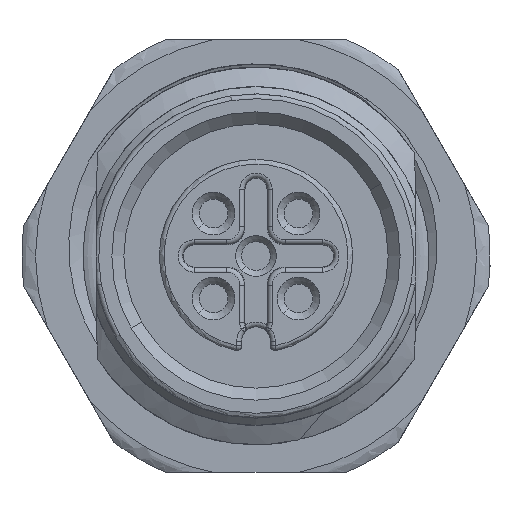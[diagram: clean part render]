
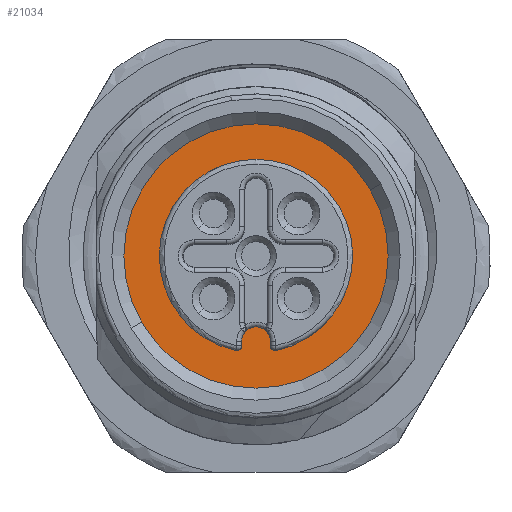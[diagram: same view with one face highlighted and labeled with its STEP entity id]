
A CAD part, front view. The second image highlights one B-rep face of the part: STEP entity #21034.
In plain terms, the highlighted planar face has unit normal (0, -1, 0).
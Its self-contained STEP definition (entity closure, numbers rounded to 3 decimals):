
#6817=CARTESIAN_POINT('',(0.,-33.25,0.));
#6818=DIRECTION('',(0.,-1.,0.));
#6819=DIRECTION('',(-0.866,0.,-0.5));
#6820=AXIS2_PLACEMENT_3D('',#6817,#6818,#6819);
#6840=CARTESIAN_POINT('',(-0.8,-33.25,-3.74));
#6841=DIRECTION('',(0.,-1.,0.));
#6842=DIRECTION('',(-0.209,0.,-0.978));
#6843=AXIS2_PLACEMENT_3D('',#6840,#6841,#6842);
#6848=CARTESIAN_POINT('',(0.8,-33.25,-3.74));
#6849=DIRECTION('',(0.,-1.,0.));
#6850=DIRECTION('',(-1.,0.,0.));
#6851=AXIS2_PLACEMENT_3D('',#6848,#6849,#6850);
#8652=CARTESIAN_POINT('',(0.,-33.25,-3.55));
#8653=DIRECTION('',(0.,-1.,0.));
#8654=DIRECTION('',(1.,0.,0.));
#8655=AXIS2_PLACEMENT_3D('',#8652,#8653,#8654);
#8694=DIRECTION('',(0.,0.,-1.));
#8695=VECTOR('',#8694,0.19);
#8696=CARTESIAN_POINT('',(-0.6,-33.25,-3.55));
#8697=LINE('',#8696,#8695);
#8715=CARTESIAN_POINT('',(0.,-33.25,0.));
#8716=DIRECTION('',(0.,1.,0.));
#8717=DIRECTION('',(-0.209,0.,-0.978));
#8718=AXIS2_PLACEMENT_3D('',#8715,#8716,#8717);
#8745=DIRECTION('',(0.,0.,1.));
#8746=VECTOR('',#8745,0.19);
#8747=CARTESIAN_POINT('',(0.6,-33.25,-3.74));
#8748=LINE('',#8747,#8746);
#8886=CARTESIAN_POINT('',(0.,-33.25,0.));
#8887=DIRECTION('',(0.,-1.,0.));
#8888=DIRECTION('',(0.866,0.,0.5));
#8889=AXIS2_PLACEMENT_3D('',#8886,#8887,#8888);
#13208=CARTESIAN_POINT('',(-4.763,-33.25,-2.75));
#13209=CARTESIAN_POINT('',(4.763,-33.25,2.75));
#13210=VERTEX_POINT('',#13208);
#13211=VERTEX_POINT('',#13209);
#13272=CARTESIAN_POINT('',(-0.842,-33.25,-3.936));
#13273=VERTEX_POINT('',#13272);
#13274=CARTESIAN_POINT('',(0.842,-33.25,-3.936));
#13275=VERTEX_POINT('',#13274);
#13303=CARTESIAN_POINT('',(-0.6,-33.25,-3.55));
#13304=CARTESIAN_POINT('',(-0.6,-33.25,-3.74));
#13305=VERTEX_POINT('',#13303);
#13306=VERTEX_POINT('',#13304);
#13307=CARTESIAN_POINT('',(0.6,-33.25,-3.74));
#13308=CARTESIAN_POINT('',(0.6,-33.25,-3.55));
#13309=VERTEX_POINT('',#13307);
#13310=VERTEX_POINT('',#13308);
#21010=CARTESIAN_POINT('',(0.,-33.25,0.));
#21011=DIRECTION('',(0.,1.,0.));
#21012=DIRECTION('',(1.,0.,0.));
#21013=AXIS2_PLACEMENT_3D('',#21010,#21011,#21012);
#21014=PLANE('',#21013);
#21015=ORIENTED_EDGE('',*,*,#20963,.F.);
#21017=ORIENTED_EDGE('',*,*,#21016,.F.);
#21018=EDGE_LOOP('',(#21015,#21017));
#21019=FACE_OUTER_BOUND('',#21018,.F.);
#21021=ORIENTED_EDGE('',*,*,#21020,.T.);
#21023=ORIENTED_EDGE('',*,*,#21022,.F.);
#21025=ORIENTED_EDGE('',*,*,#21024,.F.);
#21027=ORIENTED_EDGE('',*,*,#21026,.F.);
#21029=ORIENTED_EDGE('',*,*,#21028,.T.);
#21031=ORIENTED_EDGE('',*,*,#21030,.F.);
#21032=EDGE_LOOP('',(#21021,#21023,#21025,#21027,#21029,#21031));
#21033=FACE_BOUND('',#21032,.F.);
#21034=ADVANCED_FACE('',(#21019,#21033),#21014,.F.);
#6821=CIRCLE('',#6820,5.5);
#6844=CIRCLE('',#6843,0.2);
#6852=CIRCLE('',#6851,0.2);
#8656=CIRCLE('',#8655,0.6);
#8719=CIRCLE('',#8718,4.025);
#8890=CIRCLE('',#8889,5.5);
#20963=EDGE_CURVE('',#13210,#13211,#6821,.T.);
#21016=EDGE_CURVE('',#13211,#13210,#8890,.T.);
#21020=EDGE_CURVE('',#13273,#13306,#6844,.T.);
#21022=EDGE_CURVE('',#13305,#13306,#8697,.T.);
#21024=EDGE_CURVE('',#13310,#13305,#8656,.T.);
#21026=EDGE_CURVE('',#13309,#13310,#8748,.T.);
#21028=EDGE_CURVE('',#13309,#13275,#6852,.T.);
#21030=EDGE_CURVE('',#13273,#13275,#8719,.T.);
